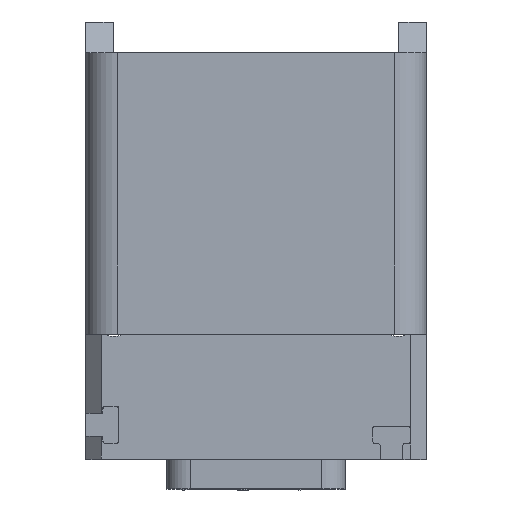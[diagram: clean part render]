
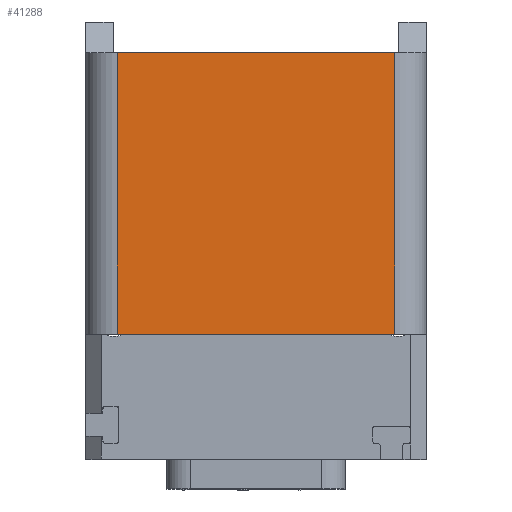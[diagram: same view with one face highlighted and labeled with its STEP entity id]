
A CAD part, top view. The second image highlights one B-rep face of the part: STEP entity #41288.
In plain terms, the highlighted planar face has unit normal (0, 0, 1).
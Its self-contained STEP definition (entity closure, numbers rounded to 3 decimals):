
#3914=DIRECTION('',(1.,0.,0.));
#3915=VECTOR('',#3914,17.8);
#3916=CARTESIAN_POINT('',(-8.9,1.65,15.85));
#3917=LINE('',#3916,#3915);
#3931=DIRECTION('',(0.,-1.,0.));
#3932=VECTOR('',#3931,18.);
#3933=CARTESIAN_POINT('',(8.9,19.65,15.85));
#3934=LINE('',#3933,#3932);
#3948=DIRECTION('',(1.,0.,0.));
#3949=VECTOR('',#3948,17.8);
#3950=CARTESIAN_POINT('',(-8.9,19.65,15.85));
#3951=LINE('',#3950,#3949);
#3952=DIRECTION('',(0.,1.,0.));
#3953=VECTOR('',#3952,18.);
#3954=CARTESIAN_POINT('',(-8.9,1.65,15.85));
#3955=LINE('',#3954,#3953);
#26270=CARTESIAN_POINT('',(-8.9,1.65,15.85));
#26271=CARTESIAN_POINT('',(8.9,1.65,15.85));
#26272=VERTEX_POINT('',#26270);
#26273=VERTEX_POINT('',#26271);
#26458=CARTESIAN_POINT('',(-8.9,19.65,15.85));
#26459=VERTEX_POINT('',#26458);
#26460=CARTESIAN_POINT('',(8.9,19.65,15.85));
#26461=VERTEX_POINT('',#26460);
#41275=CARTESIAN_POINT('',(-10.9,21.65,15.85));
#41276=DIRECTION('',(0.,0.,1.));
#41277=DIRECTION('',(0.,-1.,0.));
#41278=AXIS2_PLACEMENT_3D('',#41275,#41276,#41277);
#41279=PLANE('',#41278);
#41281=ORIENTED_EDGE('',*,*,#41280,.T.);
#41283=ORIENTED_EDGE('',*,*,#41282,.T.);
#41284=ORIENTED_EDGE('',*,*,#41264,.T.);
#41285=ORIENTED_EDGE('',*,*,#41236,.F.);
#41286=EDGE_LOOP('',(#41281,#41283,#41284,#41285));
#41287=FACE_OUTER_BOUND('',#41286,.F.);
#41288=ADVANCED_FACE('',(#41287),#41279,.T.);
#41236=EDGE_CURVE('',#26272,#26273,#3917,.T.);
#41264=EDGE_CURVE('',#26461,#26273,#3934,.T.);
#41280=EDGE_CURVE('',#26272,#26459,#3955,.T.);
#41282=EDGE_CURVE('',#26459,#26461,#3951,.T.);
